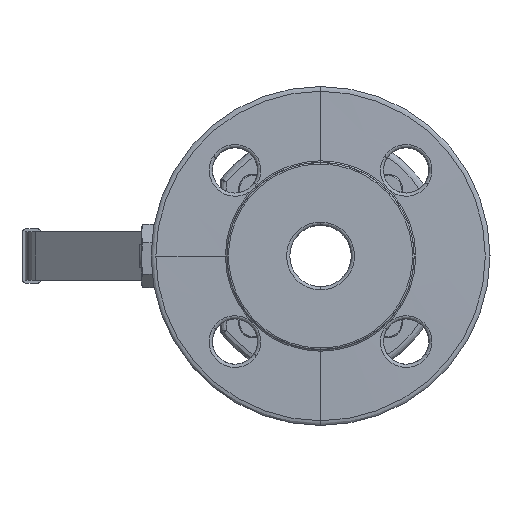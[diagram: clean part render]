
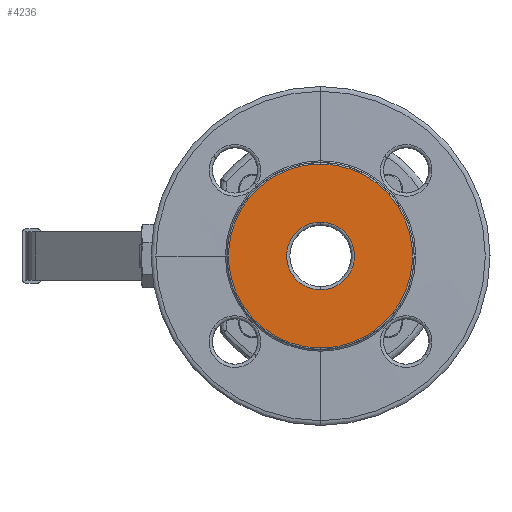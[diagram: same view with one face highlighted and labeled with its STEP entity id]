
A CAD part, left-side view. The second image highlights one B-rep face of the part: STEP entity #4236.
In plain terms, the highlighted planar face has unit normal (-1, 0, 0).
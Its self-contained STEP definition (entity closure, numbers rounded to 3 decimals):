
#4236 = ADVANCED_FACE ( 'NONE', ( #59252, #59254 ), #66152, .F. ) ;
#5175 = VERTEX_POINT ( 'NONE', #45577 ) ;
#5179 = VERTEX_POINT ( 'NONE', #45581 ) ;
#5223 = VERTEX_POINT ( 'NONE', #45625 ) ;
#5248 = VERTEX_POINT ( 'NONE', #45650 ) ;
#7502 =( BOUNDED_CURVE ( )  B_SPLINE_CURVE ( 3, ( #37534, #37613, #37614, #37615 ),
 .UNSPECIFIED., .F., .T. ) 
 B_SPLINE_CURVE_WITH_KNOTS ( ( 4, 4 ),
 ( 0., 1. ),
 .UNSPECIFIED. ) 
 CURVE ( )  GEOMETRIC_REPRESENTATION_ITEM ( )  RATIONAL_B_SPLINE_CURVE ( ( 0.957, 0.319, 0.319, 0.957 ) ) 
 REPRESENTATION_ITEM ( '' )  );
#7509 =( BOUNDED_CURVE ( )  B_SPLINE_CURVE ( 3, ( #37032, #37095, #37096, #37097 ),
 .UNSPECIFIED., .F., .T. ) 
 B_SPLINE_CURVE_WITH_KNOTS ( ( 4, 4 ),
 ( 0., 1. ),
 .UNSPECIFIED. ) 
 CURVE ( )  GEOMETRIC_REPRESENTATION_ITEM ( )  RATIONAL_B_SPLINE_CURVE ( ( 0.957, 0.319, 0.319, 0.957 ) ) 
 REPRESENTATION_ITEM ( '' )  );
#7549 =( BOUNDED_CURVE ( )  B_SPLINE_CURVE ( 3, ( #68552, #68556, #68557, #68558 ),
 .UNSPECIFIED., .F., .T. ) 
 B_SPLINE_CURVE_WITH_KNOTS ( ( 4, 4 ),
 ( 0., 1. ),
 .UNSPECIFIED. ) 
 CURVE ( )  GEOMETRIC_REPRESENTATION_ITEM ( )  RATIONAL_B_SPLINE_CURVE ( ( 0.957, 0.319, 0.319, 0.957 ) ) 
 REPRESENTATION_ITEM ( '' )  );
#7617 =( BOUNDED_CURVE ( )  B_SPLINE_CURVE ( 3, ( #10135, #10139, #10140, #10141 ),
 .UNSPECIFIED., .F., .T. ) 
 B_SPLINE_CURVE_WITH_KNOTS ( ( 4, 4 ),
 ( 0., 1. ),
 .UNSPECIFIED. ) 
 CURVE ( )  GEOMETRIC_REPRESENTATION_ITEM ( )  RATIONAL_B_SPLINE_CURVE ( ( 0.957, 0.319, 0.319, 0.957 ) ) 
 REPRESENTATION_ITEM ( '' )  );
#10135 = CARTESIAN_POINT ( 'NONE',  ( -51.5, 0., 10.5 ) ) ;
#10139 = CARTESIAN_POINT ( 'NONE',  ( -51.5, 21., 10.5 ) ) ;
#10140 = CARTESIAN_POINT ( 'NONE',  ( -51.5, 21., -10.5 ) ) ;
#10141 = CARTESIAN_POINT ( 'NONE',  ( -51.5, 0., -10.5 ) ) ;
#19439 = AXIS2_PLACEMENT_3D ( 'NONE', #66162, #66163, #66165 ) ;
#21472 = EDGE_CURVE ( 'NONE', #5223, #5175, #7509, .T. ) ;
#21815 = EDGE_CURVE ( 'NONE', #5175, #5223, #7502, .T. ) ;
#36072 = EDGE_CURVE ( 'NONE', #5248, #5179, #7549, .T. ) ;
#36142 = EDGE_CURVE ( 'NONE', #5179, #5248, #7617, .T. ) ;
#37032 = CARTESIAN_POINT ( 'NONE',  ( -51.5, 0., 28.5 ) ) ;
#37095 = CARTESIAN_POINT ( 'NONE',  ( -51.5, -57., 28.5 ) ) ;
#37096 = CARTESIAN_POINT ( 'NONE',  ( -51.5, -57., -28.5 ) ) ;
#37097 = CARTESIAN_POINT ( 'NONE',  ( -51.5, 0., -28.5 ) ) ;
#37534 = CARTESIAN_POINT ( 'NONE',  ( -51.5, 0., -28.5 ) ) ;
#37613 = CARTESIAN_POINT ( 'NONE',  ( -51.5, 57., -28.5 ) ) ;
#37614 = CARTESIAN_POINT ( 'NONE',  ( -51.5, 57., 28.5 ) ) ;
#37615 = CARTESIAN_POINT ( 'NONE',  ( -51.5, 0., 28.5 ) ) ;
#41981 = EDGE_LOOP ( 'NONE', ( #55896, #56389 ) ) ;
#41999 = EDGE_LOOP ( 'NONE', ( #55508, #55841 ) ) ;
#45577 = CARTESIAN_POINT ( 'NONE',  ( -51.5, 0., -28.5 ) ) ;
#45581 = CARTESIAN_POINT ( 'NONE',  ( -51.5, 0., 10.5 ) ) ;
#45625 = CARTESIAN_POINT ( 'NONE',  ( -51.5, 0., 28.5 ) ) ;
#45650 = CARTESIAN_POINT ( 'NONE',  ( -51.5, 0., -10.5 ) ) ;
#55508 = ORIENTED_EDGE ( 'NONE', *, *, #21815, .F. ) ;
#55841 = ORIENTED_EDGE ( 'NONE', *, *, #21472, .F. ) ;
#55896 = ORIENTED_EDGE ( 'NONE', *, *, #36072, .F. ) ;
#56389 = ORIENTED_EDGE ( 'NONE', *, *, #36142, .F. ) ;
#59252 = FACE_BOUND ( 'NONE', #41981, .T. ) ;
#59254 = FACE_OUTER_BOUND ( 'NONE', #41999, .T. ) ;
#66152 = PLANE ( 'NONE',  #19439 ) ;
#66162 = CARTESIAN_POINT ( 'NONE',  ( -51.5, -28.842, 28.842 ) ) ;
#66163 = DIRECTION ( 'NONE',  ( 1., 0., 0. ) ) ;
#66165 = DIRECTION ( 'NONE',  ( 0., 0., -1. ) ) ;
#68552 = CARTESIAN_POINT ( 'NONE',  ( -51.5, 0., -10.5 ) ) ;
#68556 = CARTESIAN_POINT ( 'NONE',  ( -51.5, -21., -10.5 ) ) ;
#68557 = CARTESIAN_POINT ( 'NONE',  ( -51.5, -21., 10.5 ) ) ;
#68558 = CARTESIAN_POINT ( 'NONE',  ( -51.5, 0., 10.5 ) ) ;
